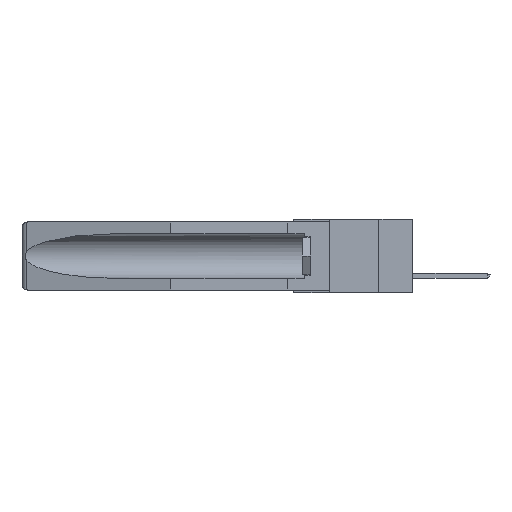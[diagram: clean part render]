
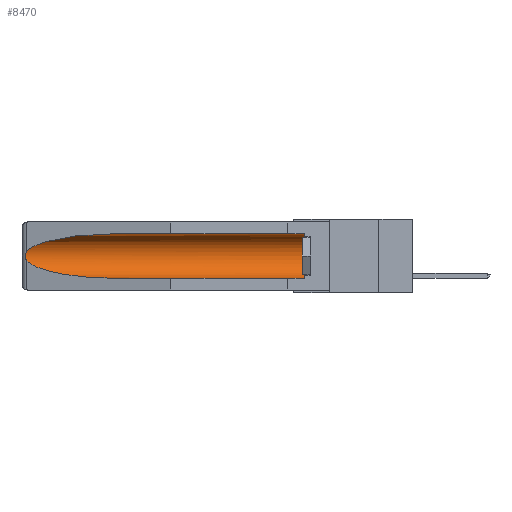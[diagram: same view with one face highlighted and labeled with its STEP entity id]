
A CAD part, left-side view. The second image highlights one B-rep face of the part: STEP entity #8470.
In plain terms, the highlighted cylindrical face has radius 2.857 mm (diameter 5.715 mm), a partial arc.
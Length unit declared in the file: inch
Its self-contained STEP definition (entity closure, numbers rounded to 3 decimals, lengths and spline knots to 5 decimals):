
#407 = EDGE_CURVE ( 'NONE', #11848, #6001, #7955, .T. ) ;
#480 = CARTESIAN_POINT ( 'NONE',  ( 0.26655, 1.53094, -0.18657 ) ) ;
#553 = CARTESIAN_POINT ( 'NONE',  ( 0.26537, 1.52718, -0.14972 ) ) ;
#941 = DIRECTION ( 'NONE',  ( 0., 1., 0. ) ) ;
#1477 = CARTESIAN_POINT ( 'NONE',  ( 0.26537, 1.52718, -0.19328 ) ) ;
#1939 = CARTESIAN_POINT ( 'NONE',  ( 0.2673, 1.5327, -0.16383 ) ) ;
#2410 = VERTEX_POINT ( 'NONE', #19263 ) ;
#2543 = CARTESIAN_POINT ( 'NONE',  ( 0.155, 1.07973, -0.284 ) ) ;
#2732 = CARTESIAN_POINT ( 'NONE',  ( 0.155, -0.30754, -0.284 ) ) ;
#3077 = LINE ( 'NONE', #21200, #12238 ) ;
#3338 = CARTESIAN_POINT ( 'NONE',  ( 0.26537, 1.52718, -0.14972 ) ) ;
#4151 = CARTESIAN_POINT ( 'NONE',  ( 0.21114, 1.30732, -0.059 ) ) ;
#5202 = CARTESIAN_POINT ( 'NONE',  ( 0.155, 1.07973, -0.059 ) ) ;
#5298 = FACE_OUTER_BOUND ( 'NONE', #16464, .T. ) ;
#5488 = AXIS2_PLACEMENT_3D ( 'NONE', #11186, #941, #12635 ) ;
#6001 = VERTEX_POINT ( 'NONE', #2543 ) ;
#6863 = EDGE_CURVE ( 'NONE', #20571, #6001, #15796, .T. ) ;
#7231 = CARTESIAN_POINT ( 'NONE',  ( 0.26654, 1.53092, -0.15636 ) ) ;
#7801 = ORIENTED_EDGE ( 'NONE', *, *, #407, .F. ) ;
#7909 = CYLINDRICAL_SURFACE ( 'NONE', #5488, 0.1125 ) ;
#7955 = LINE ( 'NONE', #2732, #21429 ) ;
#8380 = ORIENTED_EDGE ( 'NONE', *, *, #11793, .T. ) ;
#8470 = ADVANCED_FACE ( 'NONE', ( #5298 ), #7909, .F. ) ;
#8703 = CARTESIAN_POINT ( 'NONE',  ( 0.2675, 1.53308, -0.16763 ) ) ;
#8713 = CARTESIAN_POINT ( 'NONE',  ( 0.155, 0.126, -0.1715 ) ) ;
#8780 = DIRECTION ( 'NONE',  ( 0., 0., 1. ) ) ;
#8790 = CARTESIAN_POINT ( 'NONE',  ( 0.155, 0.126, -0.284 ) ) ;
#8849 = CARTESIAN_POINT ( 'NONE',  ( 0.26597, 1.52961, -0.15275 ) ) ;
#8915 = CARTESIAN_POINT ( 'NONE',  ( 0.2675, 1.53308, -0.17534 ) ) ;
#9999 = CARTESIAN_POINT ( 'NONE',  ( 0.25451, 1.48313, -0.24835 ) ) ;
#10382 = CARTESIAN_POINT ( 'NONE',  ( 0.26537, 1.52718, -0.19328 ) ) ;
#11186 = CARTESIAN_POINT ( 'NONE',  ( 0.155, -0.30754, -0.1715 ) ) ;
#11393 = DIRECTION ( 'NONE',  ( 0., 1., 0. ) ) ;
#11793 = EDGE_CURVE ( 'NONE', #13783, #16475, #16463, .T. ) ;
#11848 = VERTEX_POINT ( 'NONE', #8790 ) ;
#12238 = VECTOR ( 'NONE', #11393, 39.37008 ) ;
#12635 = DIRECTION ( 'NONE',  ( 0., 0., 1. ) ) ;
#12797 = ORIENTED_EDGE ( 'NONE', *, *, #13493, .T. ) ;
#12977 = ORIENTED_EDGE ( 'NONE', *, *, #20934, .T. ) ;
#13493 = EDGE_CURVE ( 'NONE', #16475, #20571, #21219, .T. ) ;
#13783 = VERTEX_POINT ( 'NONE', #5202 ) ;
#14693 = CARTESIAN_POINT ( 'NONE',  ( 0.21114, 1.30732, -0.284 ) ) ;
#15796 =( BOUNDED_CURVE ( )  B_SPLINE_CURVE ( 3, ( #1477, #9999, #14693, #16629 ),
 .UNSPECIFIED., .F., .F. ) 
 B_SPLINE_CURVE_WITH_KNOTS ( ( 4, 4 ),
 ( 0.1948, 1.5708 ),
 .UNSPECIFIED. ) 
 CURVE ( )  GEOMETRIC_REPRESENTATION_ITEM ( )  RATIONAL_B_SPLINE_CURVE ( ( 1., 0.848, 0.848, 1. ) ) 
 REPRESENTATION_ITEM ( '' )  );
#15815 = CARTESIAN_POINT ( 'NONE',  ( 0.25451, 1.48313, -0.09465 ) ) ;
#16463 =( BOUNDED_CURVE ( )  B_SPLINE_CURVE ( 3, ( #18684, #4151, #15815, #20169 ),
 .UNSPECIFIED., .F., .F. ) 
 B_SPLINE_CURVE_WITH_KNOTS ( ( 4, 4 ),
 ( 4.71239, 6.08839 ),
 .UNSPECIFIED. ) 
 CURVE ( )  GEOMETRIC_REPRESENTATION_ITEM ( )  RATIONAL_B_SPLINE_CURVE ( ( 1., 0.848, 0.848, 1. ) ) 
 REPRESENTATION_ITEM ( '' )  );
#16464 = EDGE_LOOP ( 'NONE', ( #8380, #12797, #19411, #7801, #12977, #18458 ) ) ;
#16475 = VERTEX_POINT ( 'NONE', #3338 ) ;
#16629 = CARTESIAN_POINT ( 'NONE',  ( 0.155, 1.07973, -0.284 ) ) ;
#17172 = DIRECTION ( 'NONE',  ( 0., -1., 0. ) ) ;
#17515 = DIRECTION ( 'NONE',  ( 0., 1., 0. ) ) ;
#18458 = ORIENTED_EDGE ( 'NONE', *, *, #19521, .T. ) ;
#18519 = CARTESIAN_POINT ( 'NONE',  ( 0.26597, 1.5296, -0.19026 ) ) ;
#18684 = CARTESIAN_POINT ( 'NONE',  ( 0.155, 1.07973, -0.059 ) ) ;
#19263 = CARTESIAN_POINT ( 'NONE',  ( 0.155, 0.126, -0.059 ) ) ;
#19399 = CIRCLE ( 'NONE', #20404, 0.1125 ) ;
#19411 = ORIENTED_EDGE ( 'NONE', *, *, #6863, .T. ) ;
#19521 = EDGE_CURVE ( 'NONE', #2410, #13783, #3077, .T. ) ;
#19988 = CARTESIAN_POINT ( 'NONE',  ( 0.26537, 1.52718, -0.19328 ) ) ;
#20169 = CARTESIAN_POINT ( 'NONE',  ( 0.26537, 1.52718, -0.14972 ) ) ;
#20218 = CARTESIAN_POINT ( 'NONE',  ( 0.2673, 1.53269, -0.17917 ) ) ;
#20404 = AXIS2_PLACEMENT_3D ( 'NONE', #8713, #17172, #8780 ) ;
#20571 = VERTEX_POINT ( 'NONE', #19988 ) ;
#20934 = EDGE_CURVE ( 'NONE', #11848, #2410, #19399, .T. ) ;
#21200 = CARTESIAN_POINT ( 'NONE',  ( 0.155, -0.30754, -0.059 ) ) ;
#21219 = B_SPLINE_CURVE_WITH_KNOTS ( 'NONE', 3,
 ( #553, #8849, #7231, #1939, #8703, #8915, #20218, #480, #18519, #10382 ),
 .UNSPECIFIED., .F., .F.,
 ( 4, 2, 2, 2, 4 ),
 ( 0., 0.00029, 0.00058, 0.00087, 0.00117 ),
 .UNSPECIFIED. ) ;
#21429 = VECTOR ( 'NONE', #17515, 39.37008 ) ;
